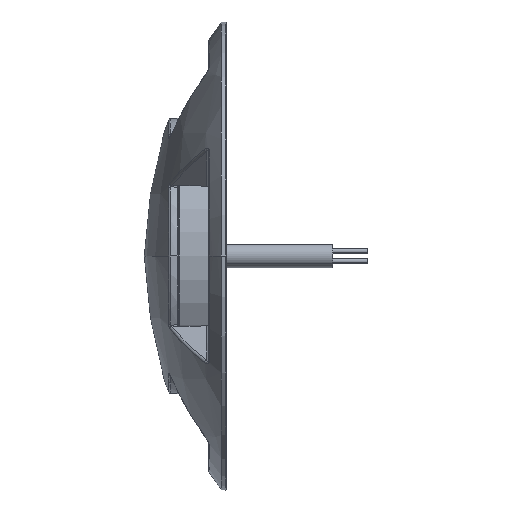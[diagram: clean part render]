
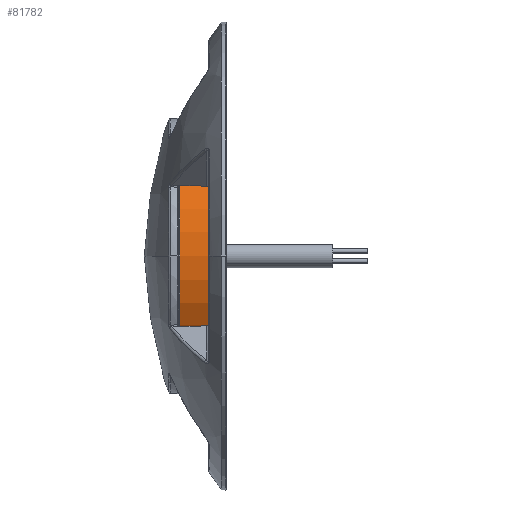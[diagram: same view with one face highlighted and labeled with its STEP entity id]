
A CAD part, left-side view. The second image highlights one B-rep face of the part: STEP entity #81782.
In plain terms, the highlighted conical face has half-angle 2 degrees and reference radius 58.793 mm.
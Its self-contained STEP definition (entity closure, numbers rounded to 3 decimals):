
#6375 = VERTEX_POINT ( 'NONE', #62467 ) ;
#14466 = ORIENTED_EDGE ( 'NONE', *, *, #77778, .T. ) ;
#16479 = CIRCLE ( 'NONE', #70776, 58.805 ) ;
#21737 = EDGE_CURVE ( 'NONE', #28788, #6375, #38079, .T. ) ;
#26986 = DIRECTION ( 'NONE',  ( 0., 0., 1. ) ) ;
#28788 = VERTEX_POINT ( 'NONE', #75198 ) ;
#30779 = CARTESIAN_POINT ( 'NONE',  ( 0., 5.465, 0. ) ) ;
#35095 = CIRCLE ( 'NONE', #51158, 59.309 ) ;
#35953 = AXIS2_PLACEMENT_3D ( 'NONE', #70031, #68596, #88809 ) ;
#38079 = LINE ( 'NONE', #79927, #47305 ) ;
#38689 = ORIENTED_EDGE ( 'NONE', *, *, #21737, .T. ) ;
#39262 = DIRECTION ( 'NONE',  ( 0., 1., 0. ) ) ;
#45645 = VERTEX_POINT ( 'NONE', #108704 ) ;
#47305 = VECTOR ( 'NONE', #95869, 1000. ) ;
#51158 = AXIS2_PLACEMENT_3D ( 'NONE', #30779, #39262, #98384 ) ;
#54056 = ORIENTED_EDGE ( 'NONE', *, *, #73326, .T. ) ;
#57540 = EDGE_CURVE ( 'NONE', #45645, #91086, #59610, .T. ) ;
#59610 = LINE ( 'NONE', #67583, #79339 ) ;
#60387 = ORIENTED_EDGE ( 'NONE', *, *, #57540, .F. ) ;
#62467 = CARTESIAN_POINT ( 'NONE',  ( 0., 5.465, -59.309 ) ) ;
#67583 = CARTESIAN_POINT ( 'NONE',  ( 0., 20.225, 58.793 ) ) ;
#68596 = DIRECTION ( 'NONE',  ( 0., -1., 0. ) ) ;
#70031 = CARTESIAN_POINT ( 'NONE',  ( 0., 20.225, 0. ) ) ;
#70776 = AXIS2_PLACEMENT_3D ( 'NONE', #77961, #77615, #26986 ) ;
#73326 = EDGE_CURVE ( 'NONE', #45645, #28788, #16479, .T. ) ;
#75198 = CARTESIAN_POINT ( 'NONE',  ( 0., 19.894, -58.805 ) ) ;
#77615 = DIRECTION ( 'NONE',  ( 0., -1., 0. ) ) ;
#77778 = EDGE_CURVE ( 'NONE', #6375, #91086, #35095, .T. ) ;
#77961 = CARTESIAN_POINT ( 'NONE',  ( 0., 19.894, 0. ) ) ;
#79339 = VECTOR ( 'NONE', #79640, 1000. ) ;
#79640 = DIRECTION ( 'NONE',  ( 0., -0.999, 0.035 ) ) ;
#79927 = CARTESIAN_POINT ( 'NONE',  ( 0., 20.225, -58.793 ) ) ;
#81782 = ADVANCED_FACE ( 'NONE', ( #85406 ), #97265, .T. ) ;
#85406 = FACE_OUTER_BOUND ( 'NONE', #103790, .T. ) ;
#88809 = DIRECTION ( 'NONE',  ( 0., 0., -1. ) ) ;
#91086 = VERTEX_POINT ( 'NONE', #107099 ) ;
#95869 = DIRECTION ( 'NONE',  ( 0., -0.999, -0.035 ) ) ;
#97265 = CONICAL_SURFACE ( 'NONE', #35953, 58.793, 0.035 ) ;
#98384 = DIRECTION ( 'NONE',  ( 0., 0., -1. ) ) ;
#103790 = EDGE_LOOP ( 'NONE', ( #60387, #54056, #38689, #14466 ) ) ;
#107099 = CARTESIAN_POINT ( 'NONE',  ( 0., 5.465, 59.309 ) ) ;
#108704 = CARTESIAN_POINT ( 'NONE',  ( 0., 19.894, 58.805 ) ) ;
